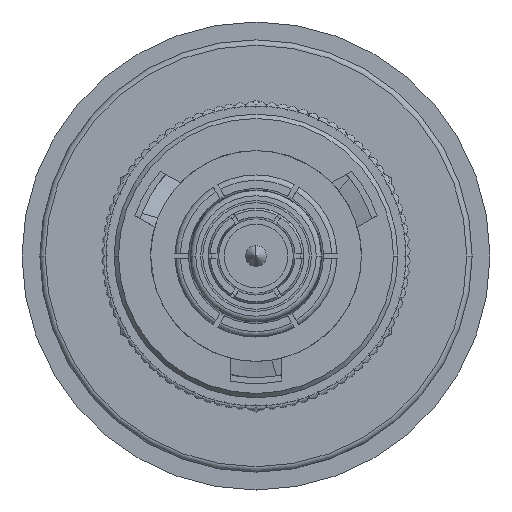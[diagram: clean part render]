
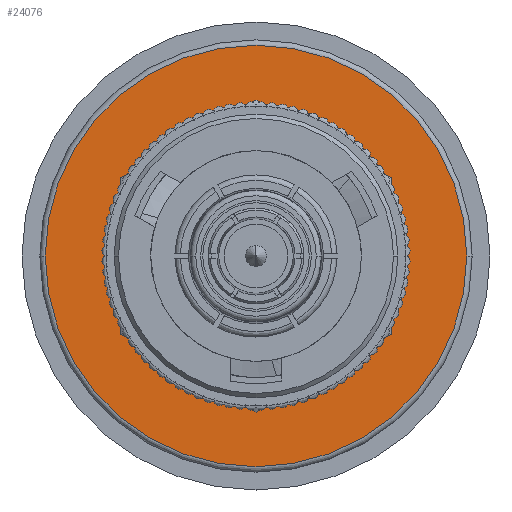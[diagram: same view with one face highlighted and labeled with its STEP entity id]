
A CAD part, left-side view. The second image highlights one B-rep face of the part: STEP entity #24076.
In plain terms, the highlighted planar face has unit normal (-1, 0, 0).
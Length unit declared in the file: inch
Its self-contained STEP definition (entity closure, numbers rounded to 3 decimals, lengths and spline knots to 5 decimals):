
#1183 = EDGE_CURVE ( 'NONE', #14011, #42567, #49204, .T. ) ;
#3832 = DIRECTION ( 'NONE',  ( 0., 0., -1. ) ) ;
#3948 = CARTESIAN_POINT ( 'NONE',  ( -0.85374, 0., 0. ) ) ;
#4657 = ORIENTED_EDGE ( 'NONE', *, *, #9196, .T. ) ;
#5665 = CARTESIAN_POINT ( 'NONE',  ( -0.85374, 0.12928, -0.25 ) ) ;
#5963 = DIRECTION ( 'NONE',  ( 0., 1., 0. ) ) ;
#6243 = EDGE_CURVE ( 'NONE', #22401, #12112, #56119, .T. ) ;
#9196 = EDGE_CURVE ( 'NONE', #41693, #19049, #24298, .T. ) ;
#10182 = CARTESIAN_POINT ( 'NONE',  ( -0.85374, -0.4, 0.25 ) ) ;
#11011 = DIRECTION ( 'NONE',  ( 1., 0., 0. ) ) ;
#12112 = VERTEX_POINT ( 'NONE', #26718 ) ;
#13239 = PLANE ( 'NONE',  #19225 ) ;
#14011 = VERTEX_POINT ( 'NONE', #60120 ) ;
#14257 = CARTESIAN_POINT ( 'NONE',  ( -0.85374, -0.4, -0.25 ) ) ;
#15241 = EDGE_CURVE ( 'NONE', #12112, #22401, #45823, .T. ) ;
#18852 = DIRECTION ( 'NONE',  ( 1., 0., 0. ) ) ;
#19049 = VERTEX_POINT ( 'NONE', #5665 ) ;
#19225 = AXIS2_PLACEMENT_3D ( 'NONE', #32744, #23931, #3832 ) ;
#21064 = DIRECTION ( 'NONE',  ( 0., 0., -1. ) ) ;
#22021 = ORIENTED_EDGE ( 'NONE', *, *, #43434, .T. ) ;
#22401 = VERTEX_POINT ( 'NONE', #34577 ) ;
#22979 = FACE_BOUND ( 'NONE', #28055, .T. ) ;
#23931 = DIRECTION ( 'NONE',  ( 1., 0., 0. ) ) ;
#24076 = ADVANCED_FACE ( 'NONE', ( #22979, #42831 ), #13239, .F. ) ;
#24298 = LINE ( 'NONE', #14257, #52585 ) ;
#25017 = AXIS2_PLACEMENT_3D ( 'NONE', #38732, #53408, #54034 ) ;
#25162 = ORIENTED_EDGE ( 'NONE', *, *, #15241, .F. ) ;
#26718 = CARTESIAN_POINT ( 'NONE',  ( -0.85374, 0., -0.39 ) ) ;
#28055 = EDGE_LOOP ( 'NONE', ( #22021, #41332, #45699, #4657 ) ) ;
#32744 = CARTESIAN_POINT ( 'NONE',  ( -0.85374, 0.39, 0. ) ) ;
#34313 = EDGE_CURVE ( 'NONE', #14011, #41693, #36207, .T. ) ;
#34577 = CARTESIAN_POINT ( 'NONE',  ( -0.85374, 0., 0.39 ) ) ;
#36207 = CIRCLE ( 'NONE', #49725, 0.28145 ) ;
#38732 = CARTESIAN_POINT ( 'NONE',  ( -0.85374, 0., 0. ) ) ;
#40831 = CARTESIAN_POINT ( 'NONE',  ( -0.85374, -0.12928, -0.25 ) ) ;
#41332 = ORIENTED_EDGE ( 'NONE', *, *, #1183, .F. ) ;
#41693 = VERTEX_POINT ( 'NONE', #40831 ) ;
#42567 = VERTEX_POINT ( 'NONE', #61895 ) ;
#42831 = FACE_OUTER_BOUND ( 'NONE', #62926, .T. ) ;
#43434 = EDGE_CURVE ( 'NONE', #19049, #42567, #56251, .T. ) ;
#43584 = DIRECTION ( 'NONE',  ( 0., 0., -1. ) ) ;
#43964 = DIRECTION ( 'NONE',  ( 1., 0., 0. ) ) ;
#45699 = ORIENTED_EDGE ( 'NONE', *, *, #34313, .T. ) ;
#45803 = CARTESIAN_POINT ( 'NONE',  ( -0.85374, 0., 0. ) ) ;
#45823 = CIRCLE ( 'NONE', #60387, 0.39 ) ;
#49165 = CARTESIAN_POINT ( 'NONE',  ( -0.85374, 0., 0. ) ) ;
#49204 = LINE ( 'NONE', #10182, #53624 ) ;
#49725 = AXIS2_PLACEMENT_3D ( 'NONE', #45803, #11011, #21064 ) ;
#49858 = AXIS2_PLACEMENT_3D ( 'NONE', #49165, #43964, #53759 ) ;
#52585 = VECTOR ( 'NONE', #53006, 39.37008 ) ;
#53006 = DIRECTION ( 'NONE',  ( 0., 1., 0. ) ) ;
#53408 = DIRECTION ( 'NONE',  ( 1., 0., 0. ) ) ;
#53624 = VECTOR ( 'NONE', #5963, 39.37008 ) ;
#53759 = DIRECTION ( 'NONE',  ( 0., 0., -1. ) ) ;
#54034 = DIRECTION ( 'NONE',  ( 0., 0., -1. ) ) ;
#55077 = ORIENTED_EDGE ( 'NONE', *, *, #6243, .F. ) ;
#56119 = CIRCLE ( 'NONE', #49858, 0.39 ) ;
#56251 = CIRCLE ( 'NONE', #25017, 0.28145 ) ;
#60120 = CARTESIAN_POINT ( 'NONE',  ( -0.85374, -0.12928, 0.25 ) ) ;
#60387 = AXIS2_PLACEMENT_3D ( 'NONE', #3948, #18852, #43584 ) ;
#61895 = CARTESIAN_POINT ( 'NONE',  ( -0.85374, 0.12928, 0.25 ) ) ;
#62926 = EDGE_LOOP ( 'NONE', ( #25162, #55077 ) ) ;
